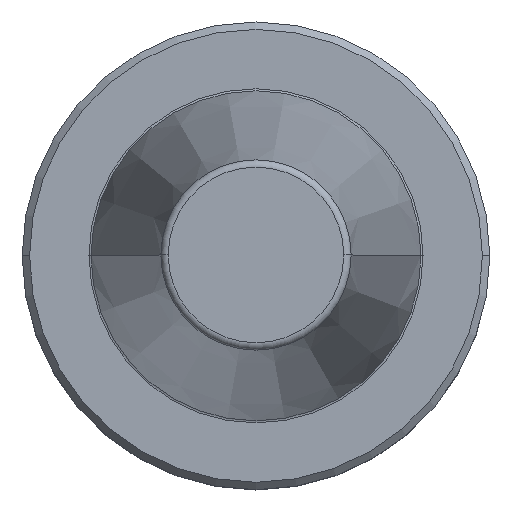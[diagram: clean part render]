
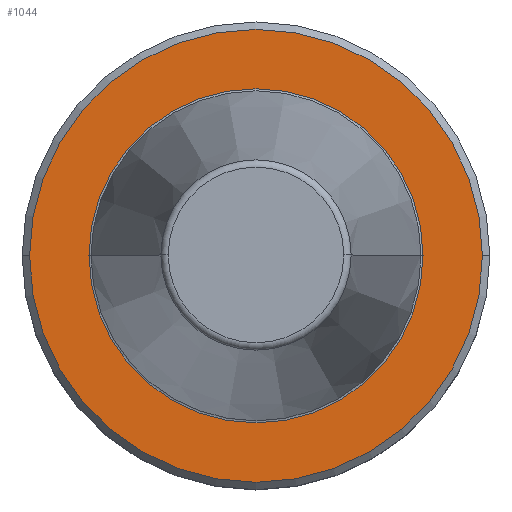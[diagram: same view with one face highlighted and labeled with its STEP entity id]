
A CAD part, top view. The second image highlights one B-rep face of the part: STEP entity #1044.
In plain terms, the highlighted planar face has unit normal (0, 0, 1).
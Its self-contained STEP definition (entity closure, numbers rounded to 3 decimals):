
#2 = CARTESIAN_POINT ( 'NONE',  ( -30.5, 0., -67.4 ) ) ;
#42 = PLANE ( 'NONE',  #632 ) ;
#48 = DIRECTION ( 'NONE',  ( 1., 0., 0. ) ) ;
#51 = DIRECTION ( 'NONE',  ( 0., 0., 1. ) ) ;
#59 = VERTEX_POINT ( 'NONE', #192 ) ;
#134 = AXIS2_PLACEMENT_3D ( 'NONE', #768, #51, #428 ) ;
#180 = DIRECTION ( 'NONE',  ( 1., 0., 0. ) ) ;
#192 = CARTESIAN_POINT ( 'NONE',  ( 22.5, 0., -67.4 ) ) ;
#296 = CARTESIAN_POINT ( 'NONE',  ( -22.5, 0., -67.4 ) ) ;
#298 = VERTEX_POINT ( 'NONE', #296 ) ;
#319 = AXIS2_PLACEMENT_3D ( 'NONE', #951, #420, #979 ) ;
#333 = CARTESIAN_POINT ( 'NONE',  ( 0., 0., -67.4 ) ) ;
#370 = CARTESIAN_POINT ( 'NONE',  ( 0., 0., -67.4 ) ) ;
#420 = DIRECTION ( 'NONE',  ( 0., 0., 1. ) ) ;
#428 = DIRECTION ( 'NONE',  ( 1., 0., 0. ) ) ;
#429 = VERTEX_POINT ( 'NONE', #931 ) ;
#442 = DIRECTION ( 'NONE',  ( -1., 0., 0. ) ) ;
#515 = CIRCLE ( 'NONE', #134, 22.5 ) ;
#528 = VERTEX_POINT ( 'NONE', #2 ) ;
#553 = ORIENTED_EDGE ( 'NONE', *, *, #742, .F. ) ;
#576 = FACE_OUTER_BOUND ( 'NONE', #583, .T. ) ;
#582 = EDGE_CURVE ( 'NONE', #59, #298, #1046, .T. ) ;
#583 = EDGE_LOOP ( 'NONE', ( #1040, #964 ) ) ;
#632 = AXIS2_PLACEMENT_3D ( 'NONE', #681, #939, #442 ) ;
#653 = EDGE_LOOP ( 'NONE', ( #864, #553 ) ) ;
#664 = EDGE_CURVE ( 'NONE', #528, #429, #976, .T. ) ;
#677 = AXIS2_PLACEMENT_3D ( 'NONE', #370, #1026, #48 ) ;
#681 = CARTESIAN_POINT ( 'NONE',  ( 0., 0., -67.4 ) ) ;
#698 = AXIS2_PLACEMENT_3D ( 'NONE', #333, #841, #180 ) ;
#742 = EDGE_CURVE ( 'NONE', #298, #59, #515, .T. ) ;
#766 = EDGE_CURVE ( 'NONE', #429, #528, #961, .T. ) ;
#768 = CARTESIAN_POINT ( 'NONE',  ( 0., 0., -67.4 ) ) ;
#841 = DIRECTION ( 'NONE',  ( 0., 0., 1. ) ) ;
#864 = ORIENTED_EDGE ( 'NONE', *, *, #582, .F. ) ;
#931 = CARTESIAN_POINT ( 'NONE',  ( 30.5, 0., -67.4 ) ) ;
#939 = DIRECTION ( 'NONE',  ( 0., 0., -1. ) ) ;
#951 = CARTESIAN_POINT ( 'NONE',  ( 0., 0., -67.4 ) ) ;
#961 = CIRCLE ( 'NONE', #698, 30.5 ) ;
#964 = ORIENTED_EDGE ( 'NONE', *, *, #766, .T. ) ;
#976 = CIRCLE ( 'NONE', #319, 30.5 ) ;
#979 = DIRECTION ( 'NONE',  ( 1., 0., 0. ) ) ;
#1026 = DIRECTION ( 'NONE',  ( 0., 0., 1. ) ) ;
#1029 = FACE_BOUND ( 'NONE', #653, .T. ) ;
#1040 = ORIENTED_EDGE ( 'NONE', *, *, #664, .T. ) ;
#1044 = ADVANCED_FACE ( 'NONE', ( #1029, #576 ), #42, .F. ) ;
#1046 = CIRCLE ( 'NONE', #677, 22.5 ) ;
